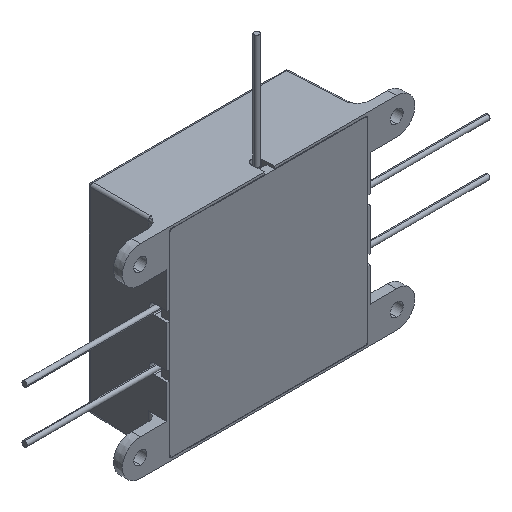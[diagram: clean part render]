
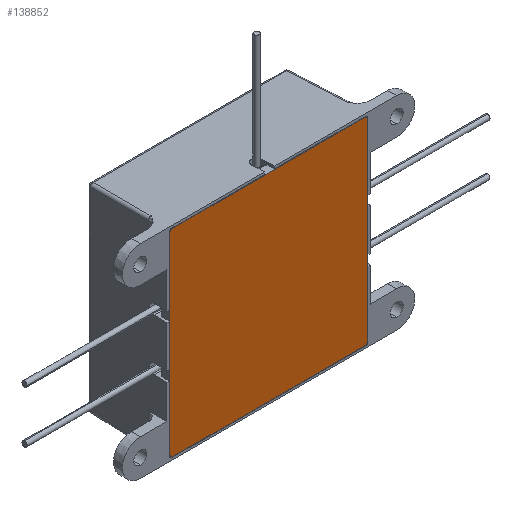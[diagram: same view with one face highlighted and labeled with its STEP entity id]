
A CAD part, isometric view. The second image highlights one B-rep face of the part: STEP entity #138852.
In plain terms, the highlighted planar face has unit normal (0, -1, 0).
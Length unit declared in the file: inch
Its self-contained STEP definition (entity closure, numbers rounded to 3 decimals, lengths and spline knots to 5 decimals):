
#2237 = EDGE_LOOP ( 'NONE', ( #110679, #27104, #59312, #13399, #163884, #143777, #112641, #126732 ) ) ;
#3070 = VECTOR ( 'NONE', #153679, 39.37008 ) ;
#13399 = ORIENTED_EDGE ( 'NONE', *, *, #27418, .T. ) ;
#13746 = DIRECTION ( 'NONE',  ( -1., 0., 0. ) ) ;
#14890 = LINE ( 'NONE', #143594, #29269 ) ;
#17552 = CARTESIAN_POINT ( 'NONE',  ( 1.07, 0., 1.03801 ) ) ;
#23290 = VECTOR ( 'NONE', #162853, 39.37008 ) ;
#24979 = VERTEX_POINT ( 'NONE', #141185 ) ;
#27104 = ORIENTED_EDGE ( 'NONE', *, *, #45986, .T. ) ;
#27418 = EDGE_CURVE ( 'NONE', #35867, #65365, #42519, .T. ) ;
#27823 = CARTESIAN_POINT ( 'NONE',  ( -1.07, 0., -1.03801 ) ) ;
#27911 = CARTESIAN_POINT ( 'NONE',  ( -1.03801, 0., 1.07 ) ) ;
#28019 =( BOUNDED_CURVE ( )  B_SPLINE_CURVE ( 3, ( #72470, #86208, #74136, #98786 ),
 .UNSPECIFIED., .F., .F. ) 
 B_SPLINE_CURVE_WITH_KNOTS ( ( 4, 4 ),
 ( 5.49813, 7.06824 ),
 .UNSPECIFIED. ) 
 CURVE ( )  GEOMETRIC_REPRESENTATION_ITEM ( )  RATIONAL_B_SPLINE_CURVE ( ( 1., 0.805, 0.805, 1. ) ) 
 REPRESENTATION_ITEM ( '' )  );
#28294 = EDGE_CURVE ( 'NONE', #112314, #65365, #37872, .T. ) ;
#29269 = VECTOR ( 'NONE', #13746, 39.37008 ) ;
#33377 = DIRECTION ( 'NONE',  ( 0., 0., 1. ) ) ;
#35427 = CARTESIAN_POINT ( 'NONE',  ( 1.03801, 0., -1.07 ) ) ;
#35721 = CARTESIAN_POINT ( 'NONE',  ( 1.07, 0., -1.07 ) ) ;
#35867 = VERTEX_POINT ( 'NONE', #35427 ) ;
#37872 = LINE ( 'NONE', #35721, #3070 ) ;
#42519 =( BOUNDED_CURVE ( )  B_SPLINE_CURVE ( 3, ( #98685, #125058, #164681, #150963 ),
 .UNSPECIFIED., .F., .F. ) 
 B_SPLINE_CURVE_WITH_KNOTS ( ( 4, 4 ),
 ( 5.49813, 7.06824 ),
 .UNSPECIFIED. ) 
 CURVE ( )  GEOMETRIC_REPRESENTATION_ITEM ( )  RATIONAL_B_SPLINE_CURVE ( ( 1., 0.805, 0.805, 1. ) ) 
 REPRESENTATION_ITEM ( '' )  );
#45986 = EDGE_CURVE ( 'NONE', #70063, #97264, #28019, .T. ) ;
#57388 = CARTESIAN_POINT ( 'NONE',  ( -1.07, 0., -1.07 ) ) ;
#58463 = PLANE ( 'NONE',  #88042 ) ;
#59312 = ORIENTED_EDGE ( 'NONE', *, *, #169020, .F. ) ;
#60127 = EDGE_CURVE ( 'NONE', #70063, #24979, #67670, .T. ) ;
#64747 = VERTEX_POINT ( 'NONE', #103661 ) ;
#65365 = VERTEX_POINT ( 'NONE', #152347 ) ;
#67670 = LINE ( 'NONE', #57388, #23290 ) ;
#70063 = VERTEX_POINT ( 'NONE', #27823 ) ;
#71051 = DIRECTION ( 'NONE',  ( 0., 1., 0. ) ) ;
#72470 = CARTESIAN_POINT ( 'NONE',  ( -1.07, 0., -1.03801 ) ) ;
#74136 = CARTESIAN_POINT ( 'NONE',  ( -1.05675, 0., -1.07 ) ) ;
#76698 = CARTESIAN_POINT ( 'NONE',  ( -1.03801, 0., -1.07 ) ) ;
#78489 = VECTOR ( 'NONE', #166272, 39.37008 ) ;
#78759 = CARTESIAN_POINT ( 'NONE',  ( -1.07, 0., 1.05675 ) ) ;
#86208 = CARTESIAN_POINT ( 'NONE',  ( -1.07, 0., -1.05675 ) ) ;
#87825 = CARTESIAN_POINT ( 'NONE',  ( -1.03801, 0., 1.07 ) ) ;
#88042 = AXIS2_PLACEMENT_3D ( 'NONE', #111035, #71051, #33377 ) ;
#90805 = CARTESIAN_POINT ( 'NONE',  ( -1.05675, 0., 1.07 ) ) ;
#93901 =( BOUNDED_CURVE ( )  B_SPLINE_CURVE ( 3, ( #27911, #90805, #78759, #120513 ),
 .UNSPECIFIED., .F., .F. ) 
 B_SPLINE_CURVE_WITH_KNOTS ( ( 4, 4 ),
 ( 5.49813, 7.06824 ),
 .UNSPECIFIED. ) 
 CURVE ( )  GEOMETRIC_REPRESENTATION_ITEM ( )  RATIONAL_B_SPLINE_CURVE ( ( 1., 0.805, 0.805, 1. ) ) 
 REPRESENTATION_ITEM ( '' )  );
#97264 = VERTEX_POINT ( 'NONE', #76698 ) ;
#98685 = CARTESIAN_POINT ( 'NONE',  ( 1.03801, 0., -1.07 ) ) ;
#98786 = CARTESIAN_POINT ( 'NONE',  ( -1.03801, 0., -1.07 ) ) ;
#99243 = FACE_OUTER_BOUND ( 'NONE', #2237, .T. ) ;
#99788 =( BOUNDED_CURVE ( )  B_SPLINE_CURVE ( 3, ( #17552, #109464, #148041, #134199 ),
 .UNSPECIFIED., .F., .F. ) 
 B_SPLINE_CURVE_WITH_KNOTS ( ( 4, 4 ),
 ( 5.49813, 7.06824 ),
 .UNSPECIFIED. ) 
 CURVE ( )  GEOMETRIC_REPRESENTATION_ITEM ( )  RATIONAL_B_SPLINE_CURVE ( ( 1., 0.805, 0.805, 1. ) ) 
 REPRESENTATION_ITEM ( '' )  );
#103661 = CARTESIAN_POINT ( 'NONE',  ( 1.03801, 0., 1.07 ) ) ;
#106634 = EDGE_CURVE ( 'NONE', #109210, #64747, #156494, .T. ) ;
#109210 = VERTEX_POINT ( 'NONE', #87825 ) ;
#109464 = CARTESIAN_POINT ( 'NONE',  ( 1.07, 0., 1.05675 ) ) ;
#110679 = ORIENTED_EDGE ( 'NONE', *, *, #60127, .F. ) ;
#111035 = CARTESIAN_POINT ( 'NONE',  ( -1.07, 0., 1.07 ) ) ;
#112314 = VERTEX_POINT ( 'NONE', #168772 ) ;
#112641 = ORIENTED_EDGE ( 'NONE', *, *, #106634, .F. ) ;
#120513 = CARTESIAN_POINT ( 'NONE',  ( -1.07, 0., 1.03801 ) ) ;
#125058 = CARTESIAN_POINT ( 'NONE',  ( 1.05675, 0., -1.07 ) ) ;
#126706 = EDGE_CURVE ( 'NONE', #109210, #24979, #93901, .T. ) ;
#126732 = ORIENTED_EDGE ( 'NONE', *, *, #126706, .T. ) ;
#134199 = CARTESIAN_POINT ( 'NONE',  ( 1.03801, 0., 1.07 ) ) ;
#138852 = ADVANCED_FACE ( 'NONE', ( #99243 ), #58463, .F. ) ;
#139821 = CARTESIAN_POINT ( 'NONE',  ( -1.07, 0., 1.07 ) ) ;
#141185 = CARTESIAN_POINT ( 'NONE',  ( -1.07, 0., 1.03801 ) ) ;
#143594 = CARTESIAN_POINT ( 'NONE',  ( -1.07, 0., -1.07 ) ) ;
#143777 = ORIENTED_EDGE ( 'NONE', *, *, #147089, .T. ) ;
#147089 = EDGE_CURVE ( 'NONE', #112314, #64747, #99788, .T. ) ;
#148041 = CARTESIAN_POINT ( 'NONE',  ( 1.05675, 0., 1.07 ) ) ;
#150963 = CARTESIAN_POINT ( 'NONE',  ( 1.07, 0., -1.03801 ) ) ;
#152347 = CARTESIAN_POINT ( 'NONE',  ( 1.07, 0., -1.03801 ) ) ;
#153679 = DIRECTION ( 'NONE',  ( 0., 0., -1. ) ) ;
#156494 = LINE ( 'NONE', #139821, #78489 ) ;
#162853 = DIRECTION ( 'NONE',  ( 0., 0., 1. ) ) ;
#163884 = ORIENTED_EDGE ( 'NONE', *, *, #28294, .F. ) ;
#164681 = CARTESIAN_POINT ( 'NONE',  ( 1.07, 0., -1.05675 ) ) ;
#166272 = DIRECTION ( 'NONE',  ( 1., 0., 0. ) ) ;
#168772 = CARTESIAN_POINT ( 'NONE',  ( 1.07, 0., 1.03801 ) ) ;
#169020 = EDGE_CURVE ( 'NONE', #35867, #97264, #14890, .T. ) ;
